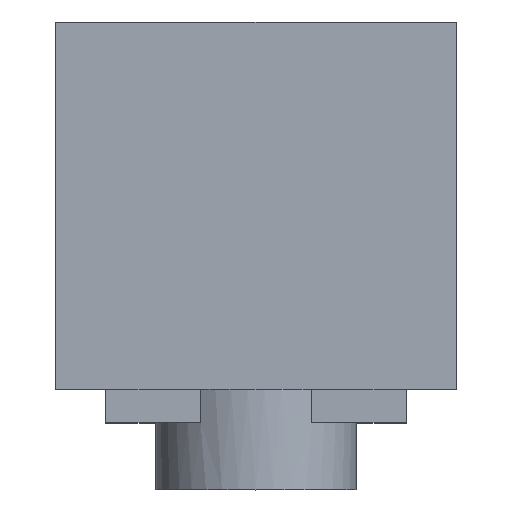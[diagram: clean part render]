
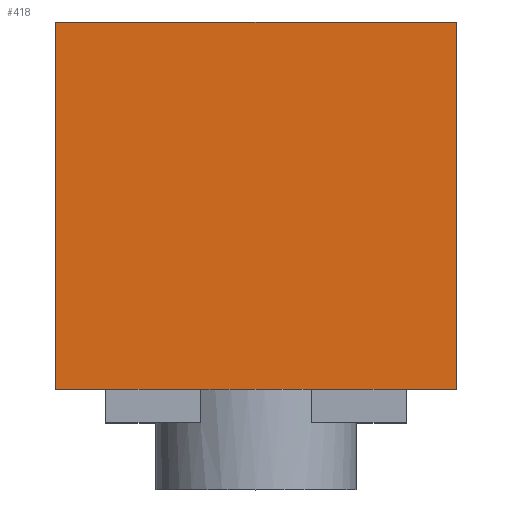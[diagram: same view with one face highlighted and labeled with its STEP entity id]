
A CAD part, top view. The second image highlights one B-rep face of the part: STEP entity #418.
In plain terms, the highlighted planar face has unit normal (0, 0, 1).
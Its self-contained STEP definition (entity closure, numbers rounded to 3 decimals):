
#152 = VERTEX_POINT('',#153);
#153 = CARTESIAN_POINT('',(-1.658,-5.5,5.));
#160 = VERTEX_POINT('',#161);
#161 = CARTESIAN_POINT('',(1.658,-5.5,5.));
#239 = EDGE_CURVE('',#160,#240,#242,.T.);
#240 = VERTEX_POINT('',#241);
#241 = CARTESIAN_POINT('',(4.5,-5.5,5.));
#242 = LINE('',#243,#244);
#243 = CARTESIAN_POINT('',(-4.5,-5.5,5.));
#244 = VECTOR('',#245,1.);
#245 = DIRECTION('',(1.,0.,0.));
#263 = EDGE_CURVE('',#152,#160,#264,.T.);
#264 = LINE('',#265,#266);
#265 = CARTESIAN_POINT('',(-4.5,-5.5,5.));
#266 = VECTOR('',#267,1.);
#267 = DIRECTION('',(1.,0.,0.));
#278 = EDGE_CURVE('',#279,#152,#281,.T.);
#279 = VERTEX_POINT('',#280);
#280 = CARTESIAN_POINT('',(-4.5,-5.5,5.));
#281 = LINE('',#282,#283);
#282 = CARTESIAN_POINT('',(-4.5,-5.5,5.));
#283 = VECTOR('',#284,1.);
#284 = DIRECTION('',(1.,0.,0.));
#418 = ADVANCED_FACE('',(#419),#462,.F.);
#419 = FACE_BOUND('',#420,.F.);
#420 = EDGE_LOOP('',(#421,#431,#439,#445,#446,#447,#448,#456));
#421 = ORIENTED_EDGE('',*,*,#422,.T.);
#422 = EDGE_CURVE('',#423,#425,#427,.T.);
#423 = VERTEX_POINT('',#424);
#424 = CARTESIAN_POINT('',(-6.,5.5,5.));
#425 = VERTEX_POINT('',#426);
#426 = CARTESIAN_POINT('',(6.,5.5,5.));
#427 = LINE('',#428,#429);
#428 = CARTESIAN_POINT('',(-6.,5.5,5.));
#429 = VECTOR('',#430,1.);
#430 = DIRECTION('',(1.,0.,0.));
#431 = ORIENTED_EDGE('',*,*,#432,.T.);
#432 = EDGE_CURVE('',#425,#433,#435,.T.);
#433 = VERTEX_POINT('',#434);
#434 = CARTESIAN_POINT('',(6.,-5.5,5.));
#435 = LINE('',#436,#437);
#436 = CARTESIAN_POINT('',(6.,5.5,5.));
#437 = VECTOR('',#438,1.);
#438 = DIRECTION('',(0.,-1.,0.));
#439 = ORIENTED_EDGE('',*,*,#440,.T.);
#440 = EDGE_CURVE('',#433,#240,#441,.T.);
#441 = LINE('',#442,#443);
#442 = CARTESIAN_POINT('',(6.,-5.5,5.));
#443 = VECTOR('',#444,1.);
#444 = DIRECTION('',(-1.,0.,0.));
#445 = ORIENTED_EDGE('',*,*,#239,.F.);
#446 = ORIENTED_EDGE('',*,*,#263,.F.);
#447 = ORIENTED_EDGE('',*,*,#278,.F.);
#448 = ORIENTED_EDGE('',*,*,#449,.T.);
#449 = EDGE_CURVE('',#279,#450,#452,.T.);
#450 = VERTEX_POINT('',#451);
#451 = CARTESIAN_POINT('',(-6.,-5.5,5.));
#452 = LINE('',#453,#454);
#453 = CARTESIAN_POINT('',(6.,-5.5,5.));
#454 = VECTOR('',#455,1.);
#455 = DIRECTION('',(-1.,0.,0.));
#456 = ORIENTED_EDGE('',*,*,#457,.T.);
#457 = EDGE_CURVE('',#450,#423,#458,.T.);
#458 = LINE('',#459,#460);
#459 = CARTESIAN_POINT('',(-6.,-5.5,5.));
#460 = VECTOR('',#461,1.);
#461 = DIRECTION('',(0.,1.,0.));
#462 = PLANE('',#463);
#463 = AXIS2_PLACEMENT_3D('',#464,#465,#466);
#464 = CARTESIAN_POINT('',(0.,0.,5.));
#465 = DIRECTION('',(-0.,-0.,-1.));
#466 = DIRECTION('',(-1.,0.,0.));
